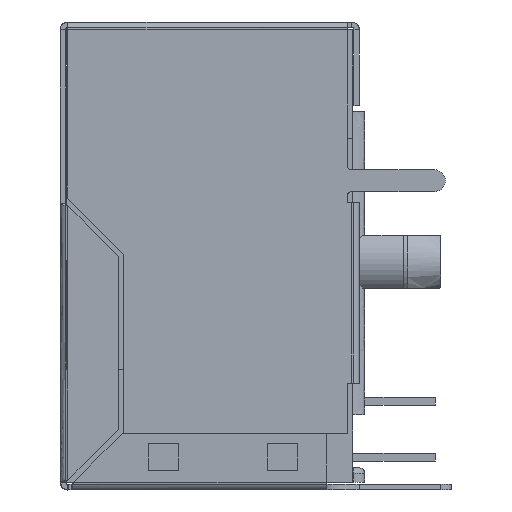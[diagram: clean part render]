
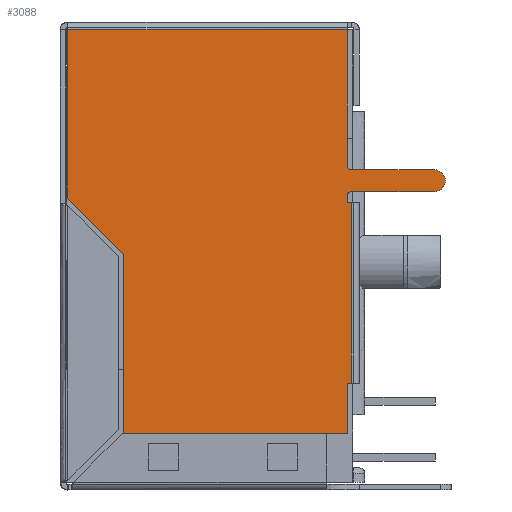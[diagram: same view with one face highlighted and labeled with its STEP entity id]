
A CAD part, left-side view. The second image highlights one B-rep face of the part: STEP entity #3088.
In plain terms, the highlighted planar face has unit normal (-1, 0, 0).
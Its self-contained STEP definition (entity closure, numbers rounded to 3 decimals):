
#2695=CIRCLE('',#26328,0.2);
#2707=CIRCLE('',#26358,0.5);
#2708=CIRCLE('',#26360,0.2);
#3088=ADVANCED_FACE('',(#5454),#4340,.T.);
#4340=PLANE('',#26362);
#5454=FACE_OUTER_BOUND('',#6736,.T.);
#6736=EDGE_LOOP('',(#8774,#8775,#8776,#8777,#8778,#8779,#8780,#8781,#8782,
#8783,#8784,#8785,#8786,#8787,#8788,#8789));
#8774=ORIENTED_EDGE('',*,*,#17289,.F.);
#8775=ORIENTED_EDGE('',*,*,#17290,.T.);
#8776=ORIENTED_EDGE('',*,*,#17275,.F.);
#8777=ORIENTED_EDGE('',*,*,#17272,.T.);
#8778=ORIENTED_EDGE('',*,*,#17268,.T.);
#8779=ORIENTED_EDGE('',*,*,#17266,.T.);
#8780=ORIENTED_EDGE('',*,*,#17261,.F.);
#8781=ORIENTED_EDGE('',*,*,#17259,.T.);
#8782=ORIENTED_EDGE('',*,*,#17251,.T.);
#8783=ORIENTED_EDGE('',*,*,#17227,.T.);
#8784=ORIENTED_EDGE('',*,*,#17224,.F.);
#8785=ORIENTED_EDGE('',*,*,#17221,.T.);
#8786=ORIENTED_EDGE('',*,*,#17282,.T.);
#8787=ORIENTED_EDGE('',*,*,#17284,.T.);
#8788=ORIENTED_EDGE('',*,*,#17285,.T.);
#8789=ORIENTED_EDGE('',*,*,#17288,.T.);
#14887=VERTEX_POINT('',#34429);
#14890=VERTEX_POINT('',#34442);
#14892=VERTEX_POINT('',#34445);
#14894=VERTEX_POINT('',#34453);
#14896=VERTEX_POINT('',#34459);
#14911=VERTEX_POINT('',#34506);
#14915=VERTEX_POINT('',#34538);
#14916=VERTEX_POINT('',#34542);
#14919=VERTEX_POINT('',#34549);
#14921=VERTEX_POINT('',#34556);
#14923=VERTEX_POINT('',#34561);
#14924=VERTEX_POINT('',#34566);
#14929=VERTEX_POINT('',#34581);
#14930=VERTEX_POINT('',#34585);
#14931=VERTEX_POINT('',#34591);
#14932=VERTEX_POINT('',#34595);
#17221=EDGE_CURVE('',#14892,#14890,#2695,.T.);
#17224=EDGE_CURVE('',#14892,#14894,#20537,.T.);
#17227=EDGE_CURVE('',#14896,#14894,#20540,.T.);
#17251=EDGE_CURVE('',#14911,#14896,#20558,.T.);
#17259=EDGE_CURVE('',#14915,#14911,#20564,.T.);
#17261=EDGE_CURVE('',#14915,#14916,#20566,.T.);
#17266=EDGE_CURVE('',#14919,#14916,#20571,.T.);
#17268=EDGE_CURVE('',#14921,#14919,#20573,.T.);
#17272=EDGE_CURVE('',#14923,#14921,#20577,.T.);
#17275=EDGE_CURVE('',#14923,#14924,#20580,.T.);
#17282=EDGE_CURVE('',#14890,#14929,#20585,.T.);
#17284=EDGE_CURVE('',#14929,#14930,#2707,.T.);
#17285=EDGE_CURVE('',#14930,#14931,#20587,.T.);
#17288=EDGE_CURVE('',#14931,#14932,#2708,.T.);
#17289=EDGE_CURVE('',#14887,#14932,#20590,.T.);
#17290=EDGE_CURVE('',#14887,#14924,#20591,.T.);
#20537=LINE('',#34452,#23544);
#20540=LINE('',#34458,#23547);
#20558=LINE('',#34510,#23565);
#20564=LINE('',#34537,#23571);
#20566=LINE('',#34541,#23573);
#20571=LINE('',#34551,#23578);
#20573=LINE('',#34555,#23580);
#20577=LINE('',#34563,#23584);
#20580=LINE('',#34568,#23587);
#20585=LINE('',#34582,#23592);
#20587=LINE('',#34590,#23594);
#20590=LINE('',#34600,#23597);
#20591=LINE('',#34602,#23598);
#23544=VECTOR('',#28394,1.);
#23547=VECTOR('',#28399,1.);
#23565=VECTOR('',#28441,1.);
#23571=VECTOR('',#28460,1.);
#23573=VECTOR('',#28464,1.);
#23578=VECTOR('',#28471,1.);
#23580=VECTOR('',#28475,1.);
#23584=VECTOR('',#28481,1.);
#23587=VECTOR('',#28486,1.);
#23592=VECTOR('',#28499,1.);
#23594=VECTOR('',#28506,1.);
#23597=VECTOR('',#28514,1.);
#23598=VECTOR('',#28517,1.);
#26328=AXIS2_PLACEMENT_3D('',#34444,#28388,#28389);
#26358=AXIS2_PLACEMENT_3D('',#34586,#28503,#28504);
#26360=AXIS2_PLACEMENT_3D('',#34596,#28511,#28512);
#26362=AXIS2_PLACEMENT_3D('',#34603,#28518,#28519);
#28388=DIRECTION('',(1.,0.,0.));
#28389=DIRECTION('',(0.,1.,0.));
#28394=DIRECTION('',(0.,0.,-1.));
#28399=DIRECTION('',(0.,1.,0.));
#28441=DIRECTION('',(0.,0.,1.));
#28460=DIRECTION('',(0.,-1.,0.));
#28464=DIRECTION('',(0.,0.,-1.));
#28471=DIRECTION('',(0.,-1.,0.));
#28475=DIRECTION('',(0.,0.,-1.));
#28481=DIRECTION('',(0.,-0.707,-0.707));
#28486=DIRECTION('',(0.,0.,1.));
#28499=DIRECTION('',(0.,-1.,0.));
#28503=DIRECTION('',(-1.,0.,0.));
#28504=DIRECTION('',(0.,0.,-1.));
#28506=DIRECTION('',(0.,1.,0.));
#28511=DIRECTION('',(1.,0.,0.));
#28512=DIRECTION('',(0.,0.,-1.));
#28514=DIRECTION('',(0.,0.,-1.));
#28517=DIRECTION('',(0.,1.,0.));
#28518=DIRECTION('',(-1.,0.,0.));
#28519=DIRECTION('',(0.,0.,1.));
#34429=CARTESIAN_POINT('',(-86.72,-12.75,0.));
#34442=CARTESIAN_POINT('',(-86.72,-12.95,-7.36));
#34444=CARTESIAN_POINT('',(-86.72,-12.95,-7.56));
#34445=CARTESIAN_POINT('',(-86.72,-12.75,-7.56));
#34452=CARTESIAN_POINT('',(-86.72,-12.75,-7.56));
#34453=CARTESIAN_POINT('',(-86.72,-12.75,-7.86));
#34458=CARTESIAN_POINT('',(-86.72,-12.95,-7.86));
#34459=CARTESIAN_POINT('',(-86.72,-12.95,-7.86));
#34506=CARTESIAN_POINT('',(-86.72,-12.95,-16.06));
#34510=CARTESIAN_POINT('',(-86.72,-12.95,-16.06));
#34537=CARTESIAN_POINT('',(-86.72,-12.75,-16.06));
#34538=CARTESIAN_POINT('',(-86.72,-12.75,-16.06));
#34541=CARTESIAN_POINT('',(-86.72,-12.75,-16.06));
#34542=CARTESIAN_POINT('',(-86.72,-12.75,-18.35));
#34549=CARTESIAN_POINT('',(-86.72,-2.6,-18.35));
#34551=CARTESIAN_POINT('',(-86.72,-2.6,-18.35));
#34555=CARTESIAN_POINT('',(-86.72,-2.6,-10.2));
#34556=CARTESIAN_POINT('',(-86.72,-2.6,-10.2));
#34561=CARTESIAN_POINT('',(-86.72,-0.05,-7.65));
#34563=CARTESIAN_POINT('',(-86.72,-0.05,-7.65));
#34566=CARTESIAN_POINT('',(-86.72,-0.05,0.));
#34568=CARTESIAN_POINT('',(-86.72,-0.05,-7.65));
#34581=CARTESIAN_POINT('',(-86.72,-16.7,-7.36));
#34582=CARTESIAN_POINT('',(-86.72,-12.95,-7.36));
#34585=CARTESIAN_POINT('',(-86.72,-16.7,-6.36));
#34586=CARTESIAN_POINT('',(-86.72,-16.7,-6.86));
#34590=CARTESIAN_POINT('',(-86.72,-16.7,-6.36));
#34591=CARTESIAN_POINT('',(-86.72,-12.95,-6.36));
#34595=CARTESIAN_POINT('',(-86.72,-12.75,-6.16));
#34596=CARTESIAN_POINT('',(-86.72,-12.95,-6.16));
#34600=CARTESIAN_POINT('',(-86.72,-12.75,0.));
#34602=CARTESIAN_POINT('',(-86.72,-12.75,0.));
#34603=CARTESIAN_POINT('',(-86.72,-17.303,-18.35));
